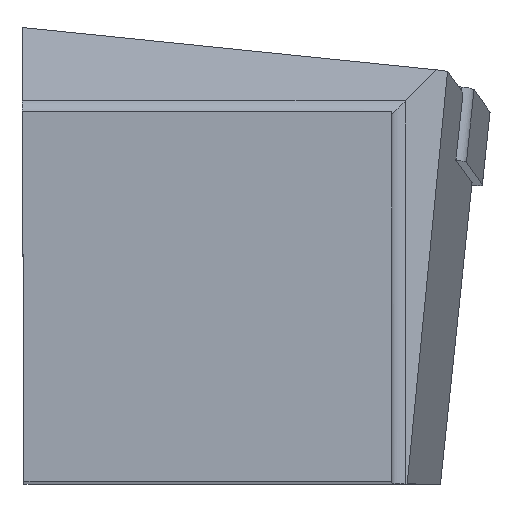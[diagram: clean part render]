
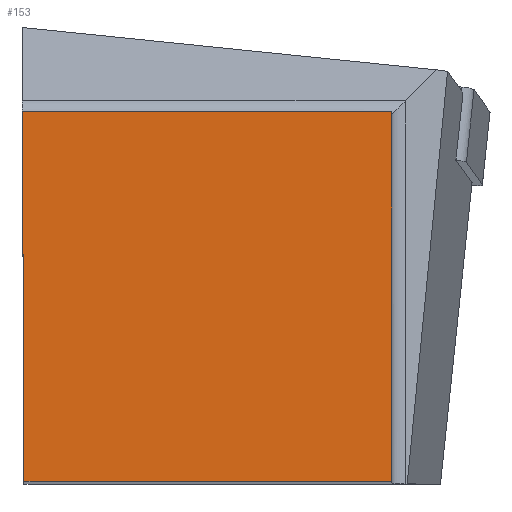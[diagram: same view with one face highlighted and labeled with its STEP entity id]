
A CAD part, top view. The second image highlights one B-rep face of the part: STEP entity #153.
In plain terms, the highlighted planar face has unit normal (0, 0, 1).
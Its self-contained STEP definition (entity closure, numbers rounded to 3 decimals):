
#122=FACE_OUTER_BOUND('',#339,.T.);
#153=ADVANCED_FACE('SHANK_FACE_BACK',(#122),#181,.F.);
#181=PLANE('',#767);
#224=LINE('',#1143,#283);
#229=LINE('',#1153,#288);
#237=LINE('',#1175,#296);
#238=LINE('',#1177,#297);
#283=VECTOR('',#887,1.);
#288=VECTOR('',#896,1.);
#296=VECTOR('',#916,1.);
#297=VECTOR('',#917,1.);
#339=EDGE_LOOP('',(#456,#457,#458,#459));
#456=ORIENTED_EDGE('',*,*,#620,.F.);
#457=ORIENTED_EDGE('',*,*,#615,.T.);
#458=ORIENTED_EDGE('',*,*,#632,.T.);
#459=ORIENTED_EDGE('',*,*,#633,.F.);
#547=VERTEX_POINT('',#1135);
#550=VERTEX_POINT('',#1142);
#554=VERTEX_POINT('',#1154);
#562=VERTEX_POINT('',#1176);
#615=EDGE_CURVE('',#547,#550,#224,.T.);
#620=EDGE_CURVE('',#547,#554,#229,.T.);
#632=EDGE_CURVE('',#550,#562,#237,.T.);
#633=EDGE_CURVE('',#554,#562,#238,.T.);
#767=AXIS2_PLACEMENT_3D('',#1178,#918,#919);
#887=DIRECTION('',(1.,0.,0.));
#896=DIRECTION('',(-0.004,1.,0.));
#916=DIRECTION('',(0.,1.,0.));
#917=DIRECTION('',(1.,0.,0.));
#918=DIRECTION('',(0.,0.,-1.));
#919=DIRECTION('',(-0.995,0.105,0.));
#1135=CARTESIAN_POINT('',(0.139,0.,0.));
#1142=CARTESIAN_POINT('',(31.85,0.,0.));
#1143=CARTESIAN_POINT('',(-7.093,0.,0.));
#1153=CARTESIAN_POINT('',(0.973,-191.232,0.));
#1154=CARTESIAN_POINT('',(0.,31.85,0.));
#1175=CARTESIAN_POINT('',(31.85,-7.092,0.));
#1176=CARTESIAN_POINT('',(31.85,31.85,0.));
#1177=CARTESIAN_POINT('',(-7.093,31.85,0.));
#1178=CARTESIAN_POINT('',(0.,0.,0.));
